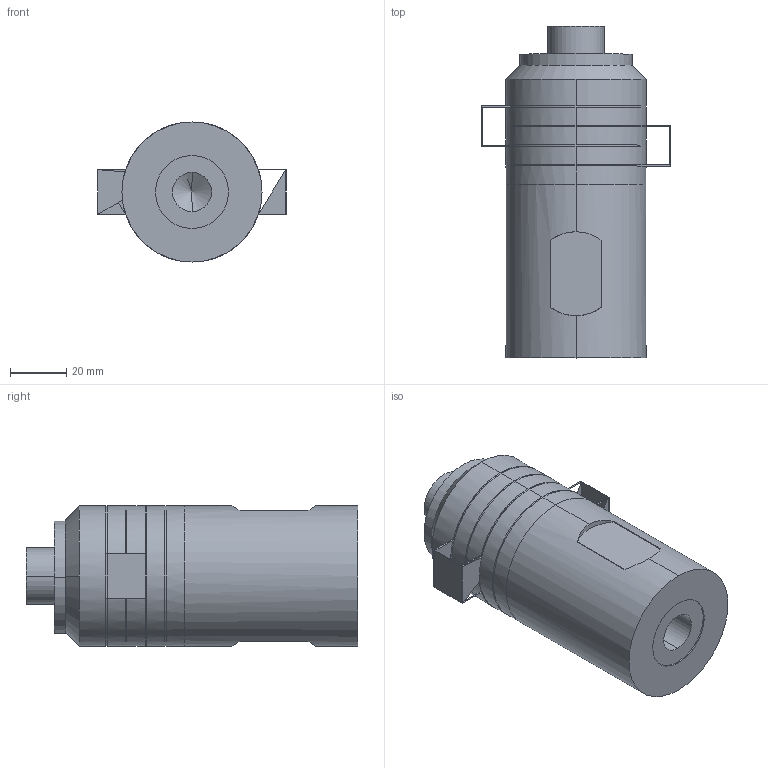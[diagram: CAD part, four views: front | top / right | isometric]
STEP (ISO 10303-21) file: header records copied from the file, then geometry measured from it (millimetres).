
FILE_DESCRIPTION (( 'STEP AP214' ), '1' );
FILE_NAME ('CTN016251-E0W.STEP', '2020-07-17T01:30:10', ( '' ), ( '' ), 'SwSTEP 2.0', 'SolidWorks 2018', '' );
FILE_SCHEMA (( 'AUTOMOTIVE_DESIGN' ));
Length unit declared in the file: millimetre
Products named in the file (1): CTN016251-E0W
Bounding box: 67.38 x 118.5 x 50.01 mm (x, y, z)
Volume: 201608.7 mm3; surface area: 26086 mm2
Topology: 1 solids, 1 shells, 78 faces, 198 edges, 129 vertices
Faces by surface type: cylinder 38, plane 36, cone 4
Entity records: 3170 total; most frequent: CARTESIAN_POINT 558, DIRECTION 420, ORIENTED_EDGE 392, EDGE_CURVE 196, AXIS2_PLACEMENT_3D 155, VERTEX_POINT 129, LINE 110, VECTOR 110
